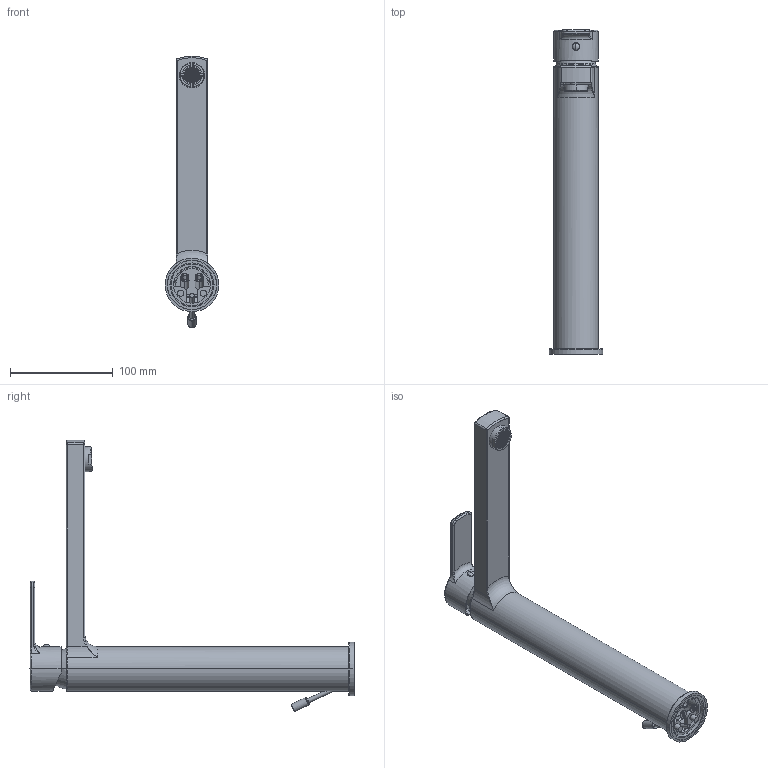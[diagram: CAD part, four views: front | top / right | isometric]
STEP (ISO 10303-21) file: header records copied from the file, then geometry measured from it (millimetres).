
FILE_DESCRIPTION((''),'2;1');
FILE_NAME('WS085CR','2021-11-05T11:54:24',('ut3'),('PAFFONI SpA'),'CREO PARAMETRIC BY PTC INC, 2020044','CREO PARAMETRIC BY PTC INC, 2020044','');
FILE_SCHEMA(('CONFIG_CONTROL_DESIGN','SHAPE_APPEARANCE_LAYERS_GROUPS'));
Length unit declared in the file: millimetre
Products named in the file (1): WS085CR
Bounding box: 52 x 314.78 x 263.4 mm (x, y, z)
Volume: 258971 mm3; surface area: 171607.8 mm2
Topology: 7 solids, 7 shells, 3431 faces, 9745 edges, 6327 vertices
Faces by surface type: plane 2429, cylinder 557, cone 178, torus 119, bspline 106, sphere 38, extrusion 4
Entity records: 138286 total; most frequent: CARTESIAN_POINT 32089, ORIENTED_EDGE 19462, DIRECTION 18661, EDGE_CURVE 9731, VECTOR 6333, LINE 6329, VERTEX_POINT 6327, AXIS2_PLACEMENT_3D 6164
